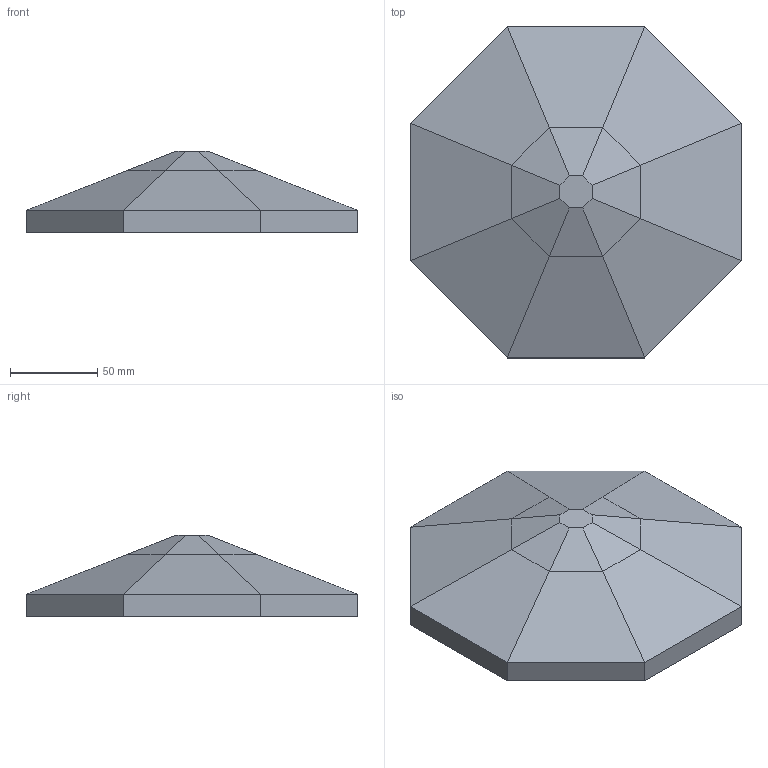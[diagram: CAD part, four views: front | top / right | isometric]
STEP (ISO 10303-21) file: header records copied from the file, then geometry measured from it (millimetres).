
FILE_DESCRIPTION(('FreeCAD Model'),'2;1');
FILE_NAME( 'cover.step', '2018-07-26T07:59:48',('Author'),(''), 'Open CASCADE STEP processor 7.3','FreeCAD','Unknown');
FILE_SCHEMA(('AUTOMOTIVE_DESIGN_CC2 { 1 2 10303 214 -1 1 5 4 }'));
Length unit declared in the file: millimetre
Products named in the file (12): cover_base_XY; cover_top_cone_flat_body; cover_top_cone_body; cover_top_cone_AdditiveLoft; cover_top_cone_flat_AdditiveLoft; cover_lower_cone_body; cover_lower_cone_AdditiveLoft; cover_overlap_body; cover_top_cone_flat_Clone; cover_top_cone_Array; cover_lower_cone_Array; cover_overlap_Array
Bounding box: 190.32 x 190.32 x 46.65 mm (x, y, z)
Volume: 184636.2 mm3; surface area: 115716.6 mm2
Topology: 32 solids, 32 shells, 204 faces, 458 edges, 356 vertices
Faces by surface type: bspline 140, plane 64
Entity records: 11101 total; most frequent: CARTESIAN_POINT 2559, DIRECTION 1148, LINE 1018, VECTOR 1018, ORIENTED_EDGE 840, PCURVE 840, DEFINITIONAL_REPRESENTATION 840, EDGE_CURVE 420
